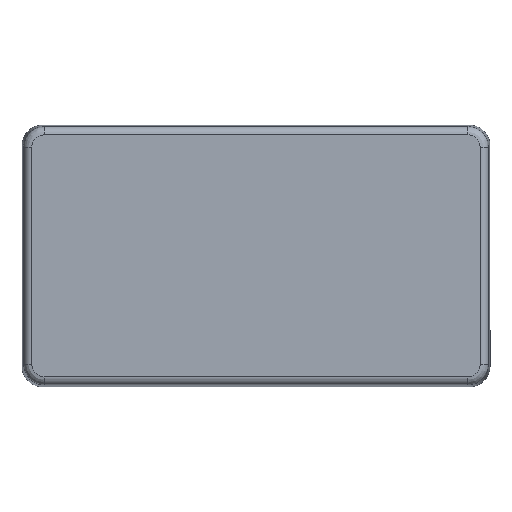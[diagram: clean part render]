
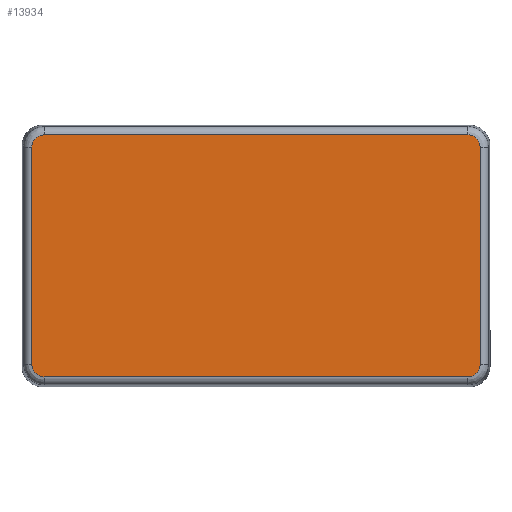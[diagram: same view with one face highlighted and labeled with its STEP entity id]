
A CAD part, top view. The second image highlights one B-rep face of the part: STEP entity #13934.
In plain terms, the highlighted planar face has unit normal (0, 0, 1).
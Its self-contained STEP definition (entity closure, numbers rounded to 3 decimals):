
#194=ELLIPSE('',#14652,3.001,3.);
#195=ELLIPSE('',#14658,3.001,3.);
#198=ELLIPSE('',#14662,3.001,3.);
#200=ELLIPSE('',#14668,3.001,3.);
#1730=FACE_OUTER_BOUND('',#2572,.T.);
#2572=EDGE_LOOP('',(#10897,#10898,#10899,#10900,#10901,#10902,#10903,#10904));
#3599=LINE('',#28752,#4697);
#3601=LINE('',#28758,#4699);
#3602=LINE('',#28831,#4700);
#3604=LINE('',#28837,#4702);
#4697=VECTOR('',#16215,53.162);
#4699=VECTOR('',#16221,103.662);
#4700=VECTOR('',#16238,103.662);
#4702=VECTOR('',#16244,53.162);
#6159=VERTEX_POINT('',#28742);
#6161=VERTEX_POINT('',#28746);
#6162=VERTEX_POINT('',#28750);
#6163=VERTEX_POINT('',#28754);
#6165=VERTEX_POINT('',#28789);
#6166=VERTEX_POINT('',#28823);
#6168=VERTEX_POINT('',#28829);
#6169=VERTEX_POINT('',#28833);
#7852=EDGE_CURVE('',#6159,#6161,#194,.T.);
#7854=EDGE_CURVE('',#6161,#6162,#3599,.F.);
#7857=EDGE_CURVE('',#6163,#6159,#3601,.F.);
#7859=EDGE_CURVE('',#6162,#6165,#195,.T.);
#7863=EDGE_CURVE('',#6166,#6163,#198,.T.);
#7865=EDGE_CURVE('',#6165,#6168,#3602,.F.);
#7868=EDGE_CURVE('',#6169,#6166,#3604,.F.);
#7870=EDGE_CURVE('',#6168,#6169,#200,.T.);
#10897=ORIENTED_EDGE('',*,*,#7857,.T.);
#10898=ORIENTED_EDGE('',*,*,#7852,.T.);
#10899=ORIENTED_EDGE('',*,*,#7854,.T.);
#10900=ORIENTED_EDGE('',*,*,#7859,.T.);
#10901=ORIENTED_EDGE('',*,*,#7865,.T.);
#10902=ORIENTED_EDGE('',*,*,#7870,.T.);
#10903=ORIENTED_EDGE('',*,*,#7868,.T.);
#10904=ORIENTED_EDGE('',*,*,#7863,.T.);
#13419=PLANE('',#14680);
#13934=ADVANCED_FACE('',(#1730),#13419,.T.);
#14652=AXIS2_PLACEMENT_3D('',#28748,#16209,#16210);
#14658=AXIS2_PLACEMENT_3D('',#28791,#16224,#16225);
#14662=AXIS2_PLACEMENT_3D('',#28827,#16232,#16233);
#14668=AXIS2_PLACEMENT_3D('',#28869,#16247,#16248);
#14680=AXIS2_PLACEMENT_3D('',#28893,#16277,#16278);
#16209=DIRECTION('center_axis',(0.,0.,1.));
#16210=DIRECTION('ref_axis',(-0.707,0.707,0.));
#16215=DIRECTION('',(0.,1.,0.));
#16221=DIRECTION('',(1.,0.,0.));
#16224=DIRECTION('center_axis',(0.,0.,1.));
#16225=DIRECTION('ref_axis',(-0.707,-0.707,0.));
#16232=DIRECTION('center_axis',(0.,0.,1.));
#16233=DIRECTION('ref_axis',(0.707,0.707,0.));
#16238=DIRECTION('',(-1.,0.,0.));
#16244=DIRECTION('',(0.,-1.,0.));
#16247=DIRECTION('center_axis',(0.,0.,1.));
#16248=DIRECTION('ref_axis',(0.707,-0.707,0.));
#16277=DIRECTION('center_axis',(0.,0.,1.));
#16278=DIRECTION('ref_axis',(1.,0.,0.));
#28742=CARTESIAN_POINT('',(-51.831,29.581,26.));
#28746=CARTESIAN_POINT('',(-54.831,26.581,26.));
#28748=CARTESIAN_POINT('Origin',(-51.83,26.58,26.));
#28750=CARTESIAN_POINT('',(-54.831,-26.581,26.));
#28752=CARTESIAN_POINT('',(-54.831,-26.581,26.));
#28754=CARTESIAN_POINT('',(51.831,29.581,26.));
#28758=CARTESIAN_POINT('',(-51.831,29.581,26.));
#28789=CARTESIAN_POINT('',(-51.831,-29.581,26.));
#28791=CARTESIAN_POINT('Origin',(-51.83,-26.58,26.));
#28823=CARTESIAN_POINT('',(54.831,26.581,26.));
#28827=CARTESIAN_POINT('Origin',(51.83,26.58,26.));
#28829=CARTESIAN_POINT('',(51.831,-29.581,26.));
#28831=CARTESIAN_POINT('',(51.831,-29.581,26.));
#28833=CARTESIAN_POINT('',(54.831,-26.581,26.));
#28837=CARTESIAN_POINT('',(54.831,26.581,26.));
#28869=CARTESIAN_POINT('Origin',(51.83,-26.58,26.));
#28893=CARTESIAN_POINT('Origin',(-57.25,32.,26.));
